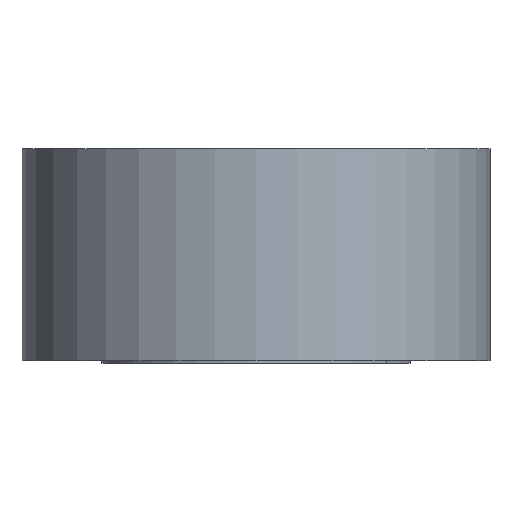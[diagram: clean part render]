
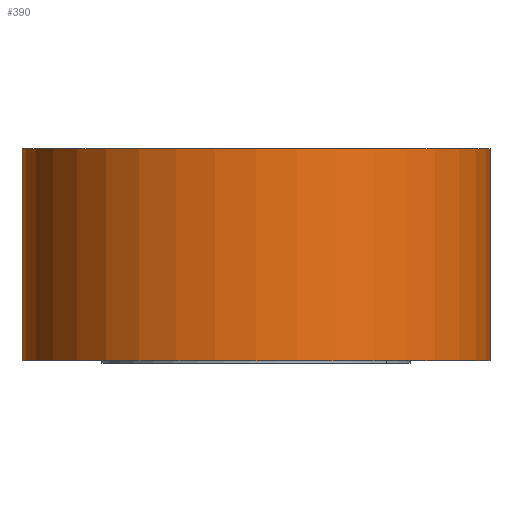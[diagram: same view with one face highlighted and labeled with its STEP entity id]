
A CAD part, front view. The second image highlights one B-rep face of the part: STEP entity #390.
In plain terms, the highlighted cylindrical face has radius 14.3 mm (diameter 28.6 mm), a partial arc.
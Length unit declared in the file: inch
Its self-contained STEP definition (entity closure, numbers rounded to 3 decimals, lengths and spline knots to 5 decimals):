
#56 = VERTEX_POINT ( 'NONE', #1559 ) ;
#64 = CARTESIAN_POINT ( 'NONE',  ( -0.56299, 0., 0.51024 ) ) ;
#87 = CIRCLE ( 'NONE', #336, 0.56299 ) ;
#237 = AXIS2_PLACEMENT_3D ( 'NONE', #664, #258, #399 ) ;
#258 = DIRECTION ( 'NONE',  ( 0., 0., -1. ) ) ;
#313 = EDGE_CURVE ( 'NONE', #1401, #343, #506, .T. ) ;
#336 = AXIS2_PLACEMENT_3D ( 'NONE', #1521, #338, #1052 ) ;
#338 = DIRECTION ( 'NONE',  ( 0., 0., 1. ) ) ;
#343 = VERTEX_POINT ( 'NONE', #1735 ) ;
#345 = CARTESIAN_POINT ( 'NONE',  ( 0.56299, 0., 0.51024 ) ) ;
#355 = FACE_OUTER_BOUND ( 'NONE', #1527, .T. ) ;
#368 = LINE ( 'NONE', #682, #800 ) ;
#390 = ADVANCED_FACE ( 'NONE', ( #355 ), #1596, .T. ) ;
#399 = DIRECTION ( 'NONE',  ( -1., 0., 0. ) ) ;
#506 = LINE ( 'NONE', #64, #1159 ) ;
#664 = CARTESIAN_POINT ( 'NONE',  ( 0., 0., 0.51024 ) ) ;
#682 = CARTESIAN_POINT ( 'NONE',  ( 0.56299, 0., 0.51024 ) ) ;
#800 = VECTOR ( 'NONE', #1419, 39.37008 ) ;
#830 = VERTEX_POINT ( 'NONE', #345 ) ;
#1048 = ORIENTED_EDGE ( 'NONE', *, *, #313, .T. ) ;
#1052 = DIRECTION ( 'NONE',  ( 1., 0., 0. ) ) ;
#1128 = EDGE_CURVE ( 'NONE', #1401, #830, #1797, .T. ) ;
#1159 = VECTOR ( 'NONE', #1879, 39.37008 ) ;
#1217 = AXIS2_PLACEMENT_3D ( 'NONE', #1687, #1279, #1860 ) ;
#1227 = EDGE_CURVE ( 'NONE', #830, #56, #368, .T. ) ;
#1279 = DIRECTION ( 'NONE',  ( 0., 0., 1. ) ) ;
#1358 = ORIENTED_EDGE ( 'NONE', *, *, #1128, .F. ) ;
#1396 = ORIENTED_EDGE ( 'NONE', *, *, #1227, .F. ) ;
#1401 = VERTEX_POINT ( 'NONE', #1600 ) ;
#1419 = DIRECTION ( 'NONE',  ( 0., 0., -1. ) ) ;
#1521 = CARTESIAN_POINT ( 'NONE',  ( 0., 0., 0. ) ) ;
#1527 = EDGE_LOOP ( 'NONE', ( #1396, #1358, #1048, #1581 ) ) ;
#1529 = EDGE_CURVE ( 'NONE', #343, #56, #87, .T. ) ;
#1559 = CARTESIAN_POINT ( 'NONE',  ( 0.56299, 0., 0. ) ) ;
#1581 = ORIENTED_EDGE ( 'NONE', *, *, #1529, .T. ) ;
#1596 = CYLINDRICAL_SURFACE ( 'NONE', #237, 0.56299 ) ;
#1600 = CARTESIAN_POINT ( 'NONE',  ( -0.56299, 0., 0.51024 ) ) ;
#1687 = CARTESIAN_POINT ( 'NONE',  ( 0., 0., 0.51024 ) ) ;
#1735 = CARTESIAN_POINT ( 'NONE',  ( -0.56299, 0., 0. ) ) ;
#1797 = CIRCLE ( 'NONE', #1217, 0.56299 ) ;
#1860 = DIRECTION ( 'NONE',  ( 1., 0., 0. ) ) ;
#1879 = DIRECTION ( 'NONE',  ( 0., 0., -1. ) ) ;
